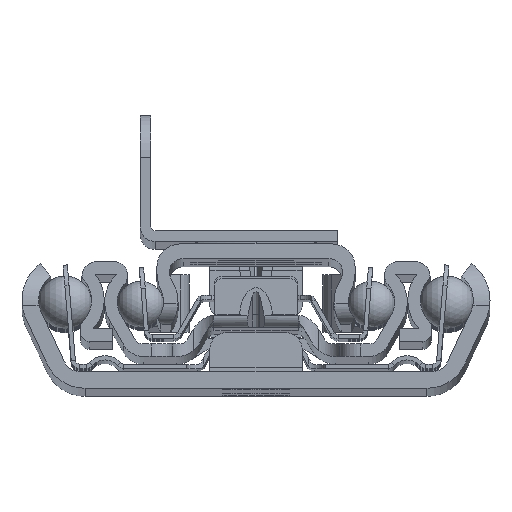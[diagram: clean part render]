
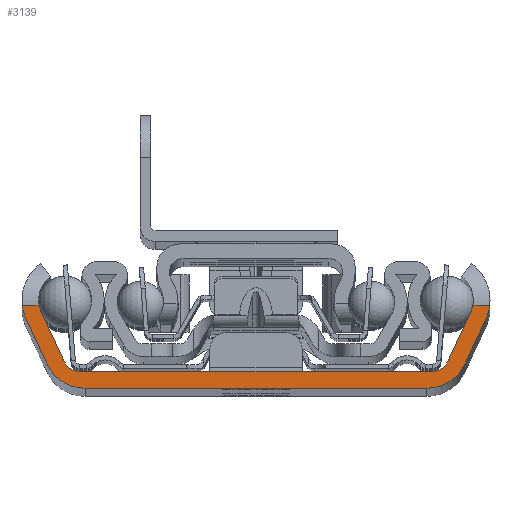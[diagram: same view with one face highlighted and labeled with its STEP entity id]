
A CAD part, top view. The second image highlights one B-rep face of the part: STEP entity #3139.
In plain terms, the highlighted planar face has unit normal (0, 0, 1).
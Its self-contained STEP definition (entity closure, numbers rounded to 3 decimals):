
#36=DIRECTION('',(1.,0.,0.));
#37=VECTOR('',#36,2.009);
#38=CARTESIAN_POINT('',(-27.867,9.9,0.));
#39=LINE('',#38,#37);
#40=CARTESIAN_POINT('',(-22.41,10.5,0.));
#41=DIRECTION('',(0.,0.,-1.));
#42=DIRECTION('',(-0.906,-0.423,0.));
#43=AXIS2_PLACEMENT_3D('',#40,#41,#42);
#45=DIRECTION('',(-0.423,0.906,0.));
#46=VECTOR('',#45,6.472);
#47=CARTESIAN_POINT('',(-22.847,3.155,0.));
#48=LINE('',#47,#46);
#49=CARTESIAN_POINT('',(-21.034,4.,0.));
#50=DIRECTION('',(0.,0.,-1.));
#51=DIRECTION('',(0.,-1.,0.));
#52=AXIS2_PLACEMENT_3D('',#49,#50,#51);
#54=DIRECTION('',(-1.,0.,0.));
#55=VECTOR('',#54,42.068);
#56=CARTESIAN_POINT('',(21.034,2.,0.));
#57=LINE('',#56,#55);
#58=CARTESIAN_POINT('',(21.034,4.,0.));
#59=DIRECTION('',(0.,0.,-1.));
#60=DIRECTION('',(0.906,-0.423,0.));
#61=AXIS2_PLACEMENT_3D('',#58,#59,#60);
#63=DIRECTION('',(-0.423,-0.906,0.));
#64=VECTOR('',#63,6.472);
#65=CARTESIAN_POINT('',(25.582,9.021,0.));
#66=LINE('',#65,#64);
#67=CARTESIAN_POINT('',(22.41,10.5,0.));
#68=DIRECTION('',(0.,0.,-1.));
#69=DIRECTION('',(0.985,-0.171,0.));
#70=AXIS2_PLACEMENT_3D('',#67,#68,#69);
#72=DIRECTION('',(1.,0.,0.));
#73=VECTOR('',#72,2.009);
#74=CARTESIAN_POINT('',(25.858,9.9,0.));
#75=LINE('',#74,#73);
#76=CARTESIAN_POINT('',(22.41,10.5,0.));
#77=DIRECTION('',(0.,0.,1.));
#78=DIRECTION('',(0.906,-0.423,0.));
#79=AXIS2_PLACEMENT_3D('',#76,#77,#78);
#81=DIRECTION('',(0.423,0.906,0.));
#82=VECTOR('',#81,5.84);
#83=CARTESIAN_POINT('',(24.918,2.887,0.));
#84=LINE('',#83,#82);
#85=CARTESIAN_POINT('',(20.386,5.,0.));
#86=DIRECTION('',(0.,0.,1.));
#87=DIRECTION('',(0.,-1.,0.));
#88=AXIS2_PLACEMENT_3D('',#85,#86,#87);
#90=DIRECTION('',(1.,0.,0.));
#91=VECTOR('',#90,40.772);
#92=CARTESIAN_POINT('',(-20.386,0.,0.));
#93=LINE('',#92,#91);
#94=CARTESIAN_POINT('',(-20.386,5.,0.));
#95=DIRECTION('',(0.,0.,1.));
#96=DIRECTION('',(-0.906,-0.423,0.));
#97=AXIS2_PLACEMENT_3D('',#94,#95,#96);
#99=DIRECTION('',(0.423,-0.906,0.));
#100=VECTOR('',#99,5.84);
#101=CARTESIAN_POINT('',(-27.386,8.18,0.));
#102=LINE('',#101,#100);
#103=CARTESIAN_POINT('',(-22.41,10.5,0.));
#104=DIRECTION('',(0.,0.,1.));
#105=DIRECTION('',(-0.994,-0.109,0.));
#106=AXIS2_PLACEMENT_3D('',#103,#104,#105);
#2642=CARTESIAN_POINT('',(-21.034,2.,0.));
#2643=CARTESIAN_POINT('',(-22.847,3.155,0.));
#2644=VERTEX_POINT('',#2642);
#2645=VERTEX_POINT('',#2643);
#2646=CARTESIAN_POINT('',(-25.582,9.021,0.));
#2647=VERTEX_POINT('',#2646);
#2648=CARTESIAN_POINT('',(-27.386,8.18,0.));
#2649=CARTESIAN_POINT('',(-24.918,2.887,0.));
#2650=VERTEX_POINT('',#2648);
#2651=VERTEX_POINT('',#2649);
#2652=CARTESIAN_POINT('',(-20.386,0.,0.));
#2653=VERTEX_POINT('',#2652);
#2654=CARTESIAN_POINT('',(20.386,0.,0.));
#2655=VERTEX_POINT('',#2654);
#2656=CARTESIAN_POINT('',(24.918,2.887,0.));
#2657=VERTEX_POINT('',#2656);
#2658=CARTESIAN_POINT('',(27.386,8.18,0.));
#2659=VERTEX_POINT('',#2658);
#2660=CARTESIAN_POINT('',(25.582,9.021,0.));
#2661=CARTESIAN_POINT('',(22.847,3.155,0.));
#2662=VERTEX_POINT('',#2660);
#2663=VERTEX_POINT('',#2661);
#2664=CARTESIAN_POINT('',(21.034,2.,0.));
#2665=VERTEX_POINT('',#2664);
#2860=CARTESIAN_POINT('',(-27.867,9.9,0.));
#2861=CARTESIAN_POINT('',(-25.858,9.9,0.));
#2862=VERTEX_POINT('',#2860);
#2863=VERTEX_POINT('',#2861);
#2864=CARTESIAN_POINT('',(25.858,9.9,0.));
#2865=CARTESIAN_POINT('',(27.867,9.9,0.));
#2866=VERTEX_POINT('',#2864);
#2867=VERTEX_POINT('',#2865);
#3100=CARTESIAN_POINT('',(0.,0.,0.));
#3101=DIRECTION('',(0.,0.,1.));
#3102=DIRECTION('',(1.,0.,0.));
#3103=AXIS2_PLACEMENT_3D('',#3100,#3101,#3102);
#3104=PLANE('',#3103);
#3106=ORIENTED_EDGE('',*,*,#3105,.T.);
#3108=ORIENTED_EDGE('',*,*,#3107,.F.);
#3110=ORIENTED_EDGE('',*,*,#3109,.F.);
#3112=ORIENTED_EDGE('',*,*,#3111,.F.);
#3114=ORIENTED_EDGE('',*,*,#3113,.F.);
#3116=ORIENTED_EDGE('',*,*,#3115,.F.);
#3118=ORIENTED_EDGE('',*,*,#3117,.F.);
#3120=ORIENTED_EDGE('',*,*,#3119,.F.);
#3122=ORIENTED_EDGE('',*,*,#3121,.T.);
#3124=ORIENTED_EDGE('',*,*,#3123,.F.);
#3126=ORIENTED_EDGE('',*,*,#3125,.F.);
#3128=ORIENTED_EDGE('',*,*,#3127,.F.);
#3130=ORIENTED_EDGE('',*,*,#3129,.F.);
#3132=ORIENTED_EDGE('',*,*,#3131,.F.);
#3134=ORIENTED_EDGE('',*,*,#3133,.F.);
#3136=ORIENTED_EDGE('',*,*,#3135,.F.);
#3137=EDGE_LOOP('',(#3106,#3108,#3110,#3112,#3114,#3116,#3118,#3120,#3122,#3124,
#3126,#3128,#3130,#3132,#3134,#3136));
#3138=FACE_OUTER_BOUND('',#3137,.F.);
#3139=ADVANCED_FACE('',(#3138),#3104,.T.);
#44=CIRCLE('',#43,3.5);
#53=CIRCLE('',#52,2.);
#62=CIRCLE('',#61,2.);
#71=CIRCLE('',#70,3.5);
#80=CIRCLE('',#79,5.49);
#89=CIRCLE('',#88,5.);
#98=CIRCLE('',#97,5.);
#107=CIRCLE('',#106,5.49);
#3105=EDGE_CURVE('',#2862,#2863,#39,.T.);
#3107=EDGE_CURVE('',#2647,#2863,#44,.T.);
#3109=EDGE_CURVE('',#2645,#2647,#48,.T.);
#3111=EDGE_CURVE('',#2644,#2645,#53,.T.);
#3113=EDGE_CURVE('',#2665,#2644,#57,.T.);
#3115=EDGE_CURVE('',#2663,#2665,#62,.T.);
#3117=EDGE_CURVE('',#2662,#2663,#66,.T.);
#3119=EDGE_CURVE('',#2866,#2662,#71,.T.);
#3121=EDGE_CURVE('',#2866,#2867,#75,.T.);
#3123=EDGE_CURVE('',#2659,#2867,#80,.T.);
#3125=EDGE_CURVE('',#2657,#2659,#84,.T.);
#3127=EDGE_CURVE('',#2655,#2657,#89,.T.);
#3129=EDGE_CURVE('',#2653,#2655,#93,.T.);
#3131=EDGE_CURVE('',#2651,#2653,#98,.T.);
#3133=EDGE_CURVE('',#2650,#2651,#102,.T.);
#3135=EDGE_CURVE('',#2862,#2650,#107,.T.);
